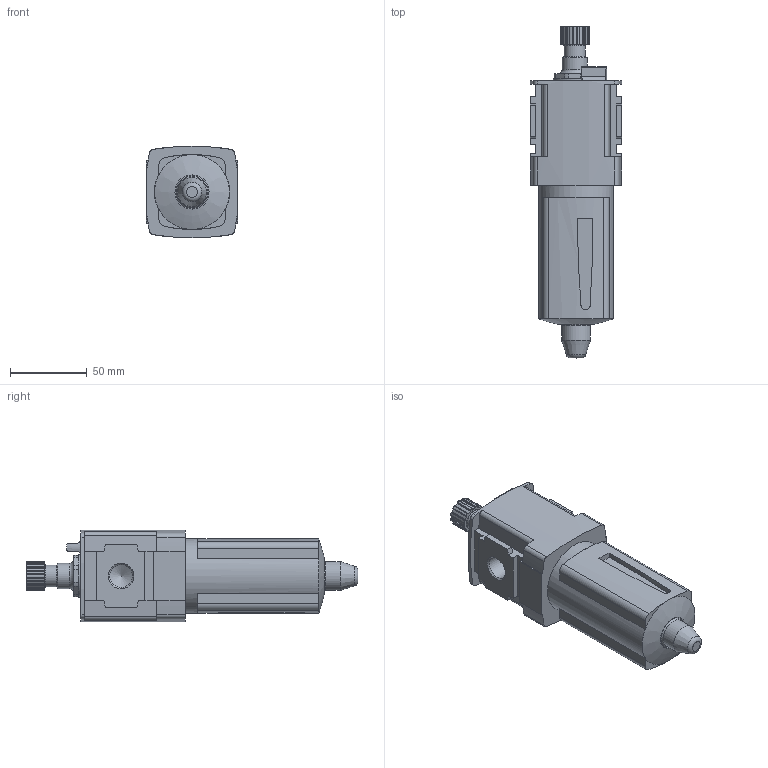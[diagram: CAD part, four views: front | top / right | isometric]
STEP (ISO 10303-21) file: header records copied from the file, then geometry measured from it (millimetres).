
FILE_DESCRIPTION( ( 'STEP AP214' ), ' ' );
FILE_NAME( 'P32LB13LGNN.stp', '2017-09-21T08:57:36', ( '' ), ( '' ), ' ', 'PARTsolutions', ' ' );
FILE_SCHEMA( ( 'AUTOMOTIVE_DESIGN { 1 0 10303 214 1 1 1 1 }' ) );
Length unit declared in the file: inch
Products named in the file (3): P32LB13LGNN; _P32LB13LGNN_body; _P32LBG_bowl
Assembly tree (2 placements, depth 2):
  P32LB13LGNN
    _P32LB13LGNN_body
    _P32LBG_bowl
Bounding box: 60 x 216.74 x 59.54 mm (x, y, z)
Volume: 285854.6 mm3; surface area: 70772 mm2
Topology: 2 solids, 2 shells, 269 faces, 722 edges, 476 vertices
Faces by surface type: cylinder 138, plane 113, cone 9, torus 7, bspline 1, sphere 1
Full cylindrical faces by diameter (mm): 13.97 x2, 14.453 x1, 14.95 x2, 16.51 x2, 18.923 x1, 21.59 x1, 28 x1, 43.612 x1, 44.12 x1, 46.736 x2, 47.244 x2, 48.77 x1, 49.278 x1
Entity records: 10631 total; most frequent: CARTESIAN_POINT 1620, DIRECTION 1502, ORIENTED_EDGE 1354, EDGE_CURVE 677, AXIS2_PLACEMENT_3D 568, VERTEX_POINT 470, LINE 366, VECTOR 366
